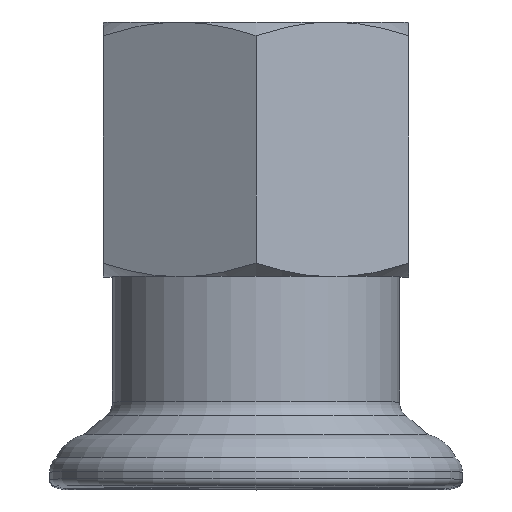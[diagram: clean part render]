
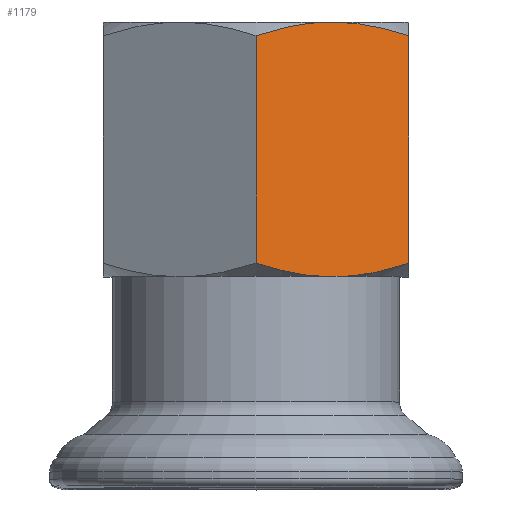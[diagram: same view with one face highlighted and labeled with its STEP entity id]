
A CAD part, top view. The second image highlights one B-rep face of the part: STEP entity #1179.
In plain terms, the highlighted planar face has unit normal (0.5, 0, 0.866).
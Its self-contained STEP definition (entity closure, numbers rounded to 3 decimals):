
#35=B_SPLINE_CURVE_WITH_KNOTS('',3,(#2088,#2089,#2090,#2091),
 .UNSPECIFIED.,.F.,.F.,(4,4),(0.,0.005),
 .UNSPECIFIED.);
#36=B_SPLINE_CURVE_WITH_KNOTS('',3,(#2092,#2093,#2094,#2095),
 .UNSPECIFIED.,.F.,.F.,(4,4),(0.005,0.01),
 .UNSPECIFIED.);
#37=B_SPLINE_CURVE_WITH_KNOTS('',3,(#2097,#2098,#2099,#2100),
 .UNSPECIFIED.,.F.,.F.,(4,4),(0.,0.005),
 .UNSPECIFIED.);
#38=B_SPLINE_CURVE_WITH_KNOTS('',3,(#2104,#2105,#2106,#2107),
 .UNSPECIFIED.,.F.,.F.,(4,4),(0.005,0.01),
 .UNSPECIFIED.);
#411=ORIENTED_EDGE('',*,*,#632,.F.);
#412=ORIENTED_EDGE('',*,*,#630,.T.);
#413=ORIENTED_EDGE('',*,*,#633,.F.);
#414=ORIENTED_EDGE('',*,*,#634,.F.);
#415=ORIENTED_EDGE('',*,*,#635,.F.);
#416=ORIENTED_EDGE('',*,*,#636,.F.);
#630=EDGE_CURVE('',#738,#737,#817,.T.);
#632=EDGE_CURVE('',#738,#679,#35,.T.);
#633=EDGE_CURVE('',#739,#737,#36,.T.);
#634=EDGE_CURVE('',#740,#739,#37,.T.);
#635=EDGE_CURVE('',#741,#740,#818,.T.);
#636=EDGE_CURVE('',#679,#741,#38,.T.);
#679=VERTEX_POINT('',#1820);
#737=VERTEX_POINT('',#2080);
#738=VERTEX_POINT('',#2082);
#739=VERTEX_POINT('',#2096);
#740=VERTEX_POINT('',#2101);
#741=VERTEX_POINT('',#2103);
#817=LINE('',#2081,#875);
#818=LINE('',#2102,#876);
#875=VECTOR('',#1671,1000.);
#876=VECTOR('',#1674,1000.);
#935=EDGE_LOOP('',(#411,#412,#413,#414,#415,#416));
#1043=FACE_BOUND('',#935,.T.);
#1114=PLANE('',#1336);
#1179=ADVANCED_FACE('',(#1043),#1114,.T.);
#1336=AXIS2_PLACEMENT_3D('',#2087,#1672,#1673);
#1671=DIRECTION('',(0.,1.,0.));
#1672=DIRECTION('',(0.5,0.,0.866));
#1673=DIRECTION('',(0.866,0.,-0.5));
#1674=DIRECTION('',(0.,1.,0.));
#1820=CARTESIAN_POINT('',(4.25,11.8,7.361));
#2080=CARTESIAN_POINT('',(8.5,25.241,4.907));
#2081=CARTESIAN_POINT('',(8.5,11.8,4.907));
#2082=CARTESIAN_POINT('',(8.5,12.559,4.907));
#2087=CARTESIAN_POINT('',(0.,11.8,9.815));
#2088=CARTESIAN_POINT('',(8.5,12.559,4.907));
#2089=CARTESIAN_POINT('',(7.11,12.096,5.71));
#2090=CARTESIAN_POINT('',(5.698,11.8,6.525));
#2091=CARTESIAN_POINT('',(4.25,11.8,7.361));
#2092=CARTESIAN_POINT('',(4.25,26.,7.361));
#2093=CARTESIAN_POINT('',(5.693,26.,6.528));
#2094=CARTESIAN_POINT('',(7.113,25.703,5.708));
#2095=CARTESIAN_POINT('',(8.5,25.241,4.907));
#2096=CARTESIAN_POINT('',(4.25,26.,7.361));
#2097=CARTESIAN_POINT('',(0.,25.241,9.815));
#2098=CARTESIAN_POINT('',(1.39,25.704,9.012));
#2099=CARTESIAN_POINT('',(2.802,26.,8.197));
#2100=CARTESIAN_POINT('',(4.25,26.,7.361));
#2101=CARTESIAN_POINT('',(0.,25.241,9.815));
#2102=CARTESIAN_POINT('',(0.,11.8,9.815));
#2103=CARTESIAN_POINT('',(0.,12.559,9.815));
#2104=CARTESIAN_POINT('',(4.25,11.8,7.361));
#2105=CARTESIAN_POINT('',(2.807,11.8,8.194));
#2106=CARTESIAN_POINT('',(1.387,12.097,9.014));
#2107=CARTESIAN_POINT('',(0.,12.559,9.815));
